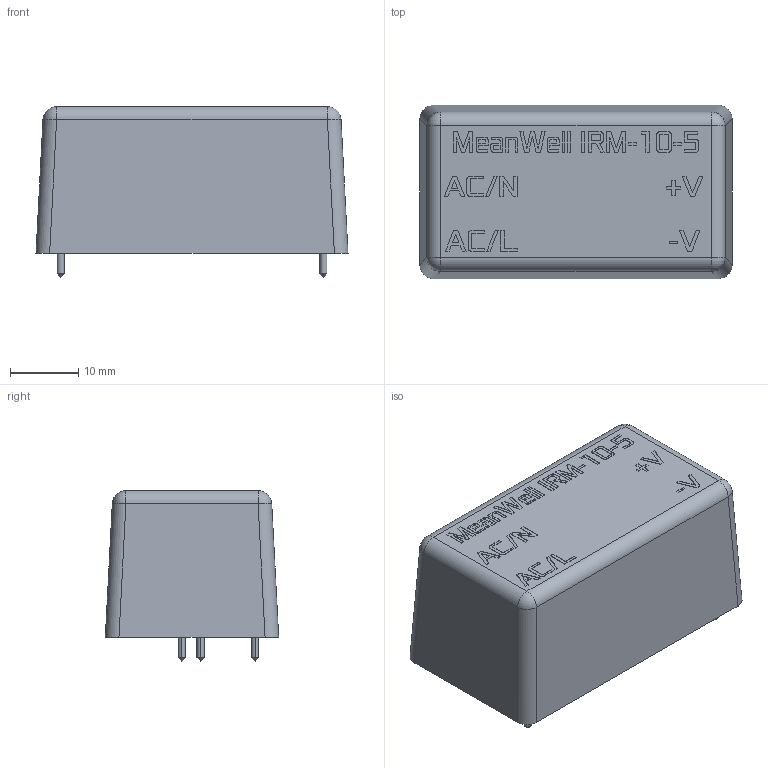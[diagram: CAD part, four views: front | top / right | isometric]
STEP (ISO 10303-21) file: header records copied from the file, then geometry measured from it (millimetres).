
FILE_DESCRIPTION (( 'STEP AP214' ), '1' );
FILE_NAME ('MeanWell IRM-10-5.STEP', '2024-04-05T07:29:51', ( '' ), ( '' ), 'SwSTEP 2.0', 'SolidWorks 2024', '' );
FILE_SCHEMA (( 'AUTOMOTIVE_DESIGN' ));
Length unit declared in the file: millimetre
Products named in the file (1): MeanWell IRM-10-5
Bounding box: 45.7 x 25.4 x 25 mm (x, y, z)
Volume: 23107.9 mm3; surface area: 5008.4 mm2
Topology: 1 solids, 1 shells, 353 faces, 918 edges, 606 vertices
Faces by surface type: plane 281, bspline 44, cylinder 16, cone 8, sphere 4
Entity records: 16470 total; most frequent: CARTESIAN_POINT 4398, ORIENTED_EDGE 1836, DIRECTION 1482, EDGE_CURVE 918, VECTOR 790, LINE 790, VERTEX_POINT 606, EDGE_LOOP 392
